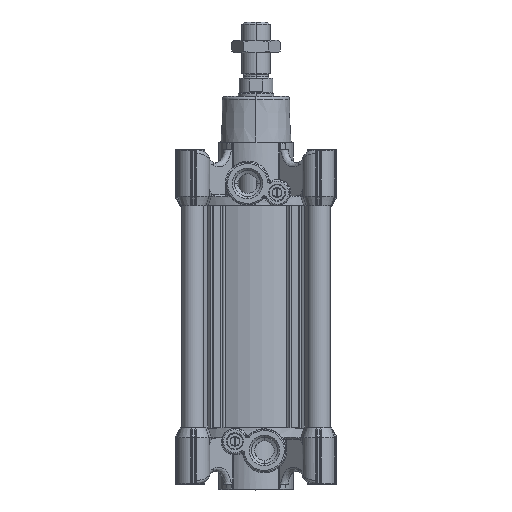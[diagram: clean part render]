
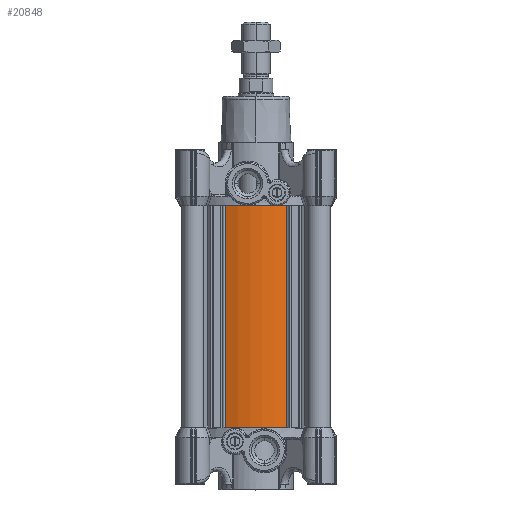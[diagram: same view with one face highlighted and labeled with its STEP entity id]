
A CAD part, top view. The second image highlights one B-rep face of the part: STEP entity #20848.
In plain terms, the highlighted cylindrical face has radius 52.75 mm (diameter 105.5 mm), a partial arc.
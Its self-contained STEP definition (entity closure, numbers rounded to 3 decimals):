
#3215 = ORIENTED_EDGE ( 'NONE', *, *, #77418, .F. ) ;
#4332 = CARTESIAN_POINT ( 'NONE',  ( 0., 40., 0. ) ) ;
#4553 = AXIS2_PLACEMENT_3D ( 'NONE', #14226, #97430, #4986 ) ;
#4986 = DIRECTION ( 'NONE',  ( -1., 0., 0. ) ) ;
#9380 = CARTESIAN_POINT ( 'NONE',  ( 21.399, 40., 48.214 ) ) ;
#9901 = LINE ( 'NONE', #105952, #18770 ) ;
#14226 = CARTESIAN_POINT ( 'NONE',  ( 0., 140., 0. ) ) ;
#15745 = AXIS2_PLACEMENT_3D ( 'NONE', #104453, #114883, #30581 ) ;
#18770 = VECTOR ( 'NONE', #47512, 1000. ) ;
#20848 = ADVANCED_FACE ( 'NONE', ( #106647 ), #79484, .T. ) ;
#24340 = VECTOR ( 'NONE', #42193, 1000. ) ;
#30581 = DIRECTION ( 'NONE',  ( 1., 0., 0. ) ) ;
#31493 = DIRECTION ( 'NONE',  ( 1., 0., 0. ) ) ;
#32110 = DIRECTION ( 'NONE',  ( 0., -1., 0. ) ) ;
#36863 = EDGE_CURVE ( 'NONE', #107384, #59050, #102391, .T. ) ;
#39920 = EDGE_CURVE ( 'NONE', #107384, #95796, #40983, .T. ) ;
#40983 = LINE ( 'NONE', #106842, #24340 ) ;
#42193 = DIRECTION ( 'NONE',  ( 0., 1., 0. ) ) ;
#46318 = ORIENTED_EDGE ( 'NONE', *, *, #36863, .F. ) ;
#47512 = DIRECTION ( 'NONE',  ( 0., 1., 0. ) ) ;
#49329 = AXIS2_PLACEMENT_3D ( 'NONE', #4332, #32110, #31493 ) ;
#56078 = EDGE_LOOP ( 'NONE', ( #68348, #3215, #46318, #56381 ) ) ;
#56381 = ORIENTED_EDGE ( 'NONE', *, *, #39920, .T. ) ;
#59050 = VERTEX_POINT ( 'NONE', #106928 ) ;
#60997 = VERTEX_POINT ( 'NONE', #108424 ) ;
#68348 = ORIENTED_EDGE ( 'NONE', *, *, #85574, .T. ) ;
#77418 = EDGE_CURVE ( 'NONE', #59050, #60997, #9901, .T. ) ;
#79484 = CYLINDRICAL_SURFACE ( 'NONE', #4553, 52.75 ) ;
#80180 = CARTESIAN_POINT ( 'NONE',  ( 21.399, 198., 48.214 ) ) ;
#85574 = EDGE_CURVE ( 'NONE', #95796, #60997, #102261, .T. ) ;
#95796 = VERTEX_POINT ( 'NONE', #80180 ) ;
#97430 = DIRECTION ( 'NONE',  ( 0., 1., 0. ) ) ;
#102261 = CIRCLE ( 'NONE', #15745, 52.75 ) ;
#102391 = CIRCLE ( 'NONE', #49329, 52.75 ) ;
#104453 = CARTESIAN_POINT ( 'NONE',  ( 0., 198., 0. ) ) ;
#105952 = CARTESIAN_POINT ( 'NONE',  ( -21.399, 140., 48.214 ) ) ;
#106647 = FACE_OUTER_BOUND ( 'NONE', #56078, .T. ) ;
#106842 = CARTESIAN_POINT ( 'NONE',  ( 21.399, 140., 48.214 ) ) ;
#106928 = CARTESIAN_POINT ( 'NONE',  ( -21.399, 40., 48.214 ) ) ;
#107384 = VERTEX_POINT ( 'NONE', #9380 ) ;
#108424 = CARTESIAN_POINT ( 'NONE',  ( -21.399, 198., 48.214 ) ) ;
#114883 = DIRECTION ( 'NONE',  ( 0., -1., 0. ) ) ;
